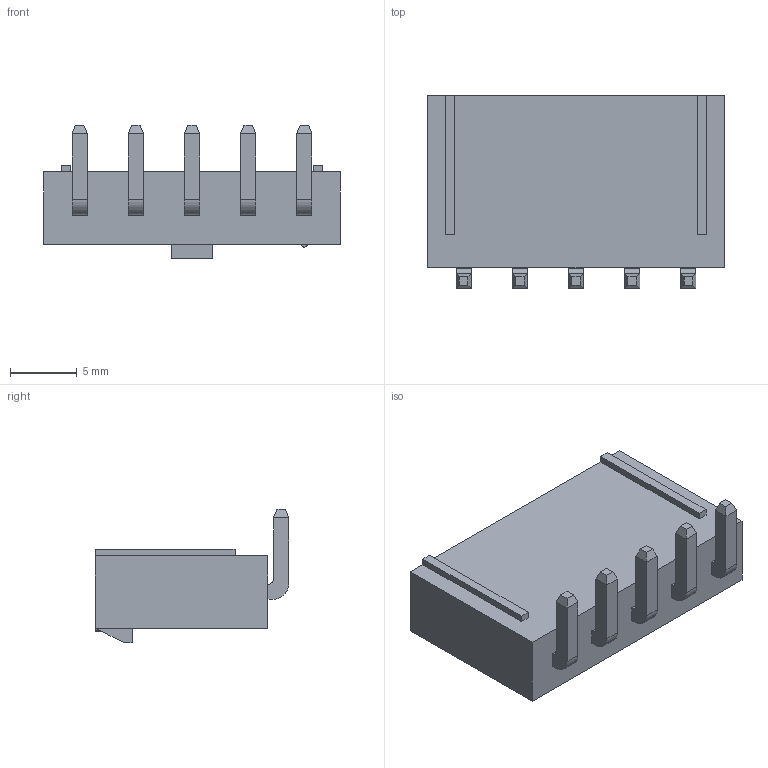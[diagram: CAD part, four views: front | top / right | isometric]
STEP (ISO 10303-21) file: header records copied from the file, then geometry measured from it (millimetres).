
FILE_DESCRIPTION( ('This file contains a STEP AP42 implementation' ,'as created by ZW3D STEP Interface translator.') ,'2;1' );
FILE_NAME( 'WF4202-1WR05XXX01.stp' ,'231030.184130', (''), ('ZWCAD Software Co.'), 'Version 1.0', 'ZW3D to STEP translator', '' );
FILE_SCHEMA(('AUTOMOTIVE_DESIGN { 1 0 10303 214 1 1 1 1 }'));
Length unit declared in the file: millimetre
Products named in the file (2): 0; WF4202-1WR05XXX01
Bounding box: 22.2 x 14.47 x 10 mm (x, y, z)
Volume: 1008.9 mm3; surface area: 1901.4 mm2
Topology: 1 solids, 1 shells, 188 faces, 442 edges, 268 vertices
Faces by surface type: plane 177, cylinder 11
Entity records: 5406 total; most frequent: CARTESIAN_POINT 899, ORIENTED_EDGE 884, DIRECTION 842, EDGE_CURVE 442, VECTOR 420, LINE 420, VERTEX_POINT 268, AXIS2_PLACEMENT_3D 211
